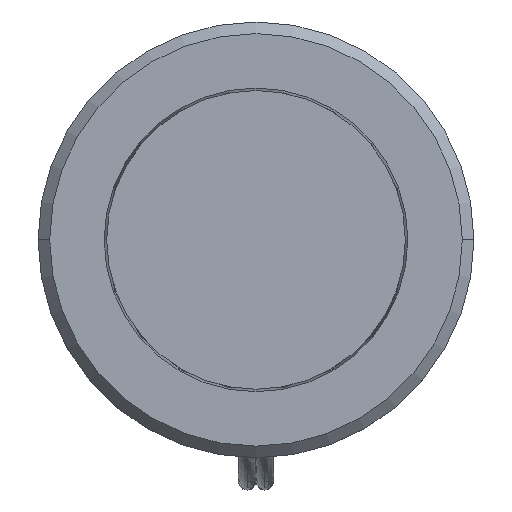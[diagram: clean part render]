
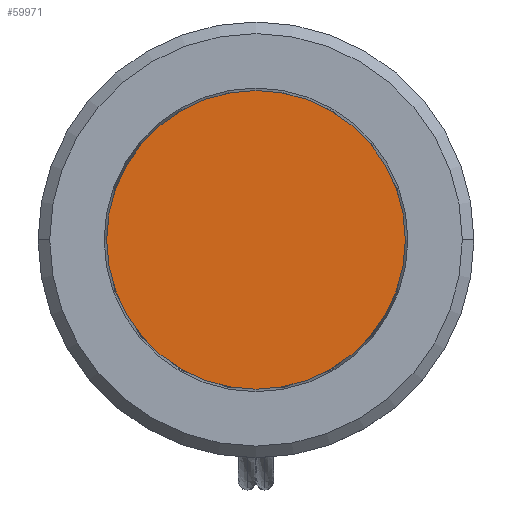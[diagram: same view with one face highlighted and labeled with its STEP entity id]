
A CAD part, top view. The second image highlights one B-rep face of the part: STEP entity #59971.
In plain terms, the highlighted planar face has unit normal (0, 0, 1).
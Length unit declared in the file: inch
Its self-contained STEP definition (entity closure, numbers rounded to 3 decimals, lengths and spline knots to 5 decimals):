
#1569 = CARTESIAN_POINT ( 'NONE',  ( 0., 0., 1.01063 ) ) ;
#3604 = DIRECTION ( 'NONE',  ( 1., 0., 0. ) ) ;
#8013 = AXIS2_PLACEMENT_3D ( 'NONE', #26872, #43418, #37869 ) ;
#8406 = CARTESIAN_POINT ( 'NONE',  ( 0.78653, -0.77111, 1.01063 ) ) ;
#10360 = EDGE_CURVE ( 'NONE', #32651, #29412, #22058, .T. ) ;
#14671 = CARTESIAN_POINT ( 'NONE',  ( 0.77111, 0., 1.01063 ) ) ;
#16423 = EDGE_LOOP ( 'NONE', ( #53337, #24588 ) ) ;
#17255 = AXIS2_PLACEMENT_3D ( 'NONE', #1569, #23585, #18092 ) ;
#18092 = DIRECTION ( 'NONE',  ( 1., 0., 0. ) ) ;
#22058 = CIRCLE ( 'NONE', #8013, 0.77111 ) ;
#23585 = DIRECTION ( 'NONE',  ( 0., 0., -1. ) ) ;
#24588 = ORIENTED_EDGE ( 'NONE', *, *, #10360, .F. ) ;
#26872 = CARTESIAN_POINT ( 'NONE',  ( 0., 0., 1.01063 ) ) ;
#29412 = VERTEX_POINT ( 'NONE', #14671 ) ;
#30773 = DIRECTION ( 'NONE',  ( 0., 0., 1. ) ) ;
#32651 = VERTEX_POINT ( 'NONE', #36218 ) ;
#36218 = CARTESIAN_POINT ( 'NONE',  ( -0.77111, 0., 1.01063 ) ) ;
#37163 = CIRCLE ( 'NONE', #17255, 0.77111 ) ;
#37869 = DIRECTION ( 'NONE',  ( 1., 0., 0. ) ) ;
#43418 = DIRECTION ( 'NONE',  ( 0., 0., -1. ) ) ;
#53337 = ORIENTED_EDGE ( 'NONE', *, *, #56330, .F. ) ;
#54236 = FACE_OUTER_BOUND ( 'NONE', #16423, .T. ) ;
#56330 = EDGE_CURVE ( 'NONE', #29412, #32651, #37163, .T. ) ;
#58715 = PLANE ( 'NONE',  #64483 ) ;
#59971 = ADVANCED_FACE ( 'NONE', ( #54236 ), #58715, .T. ) ;
#64483 = AXIS2_PLACEMENT_3D ( 'NONE', #8406, #30773, #3604 ) ;
